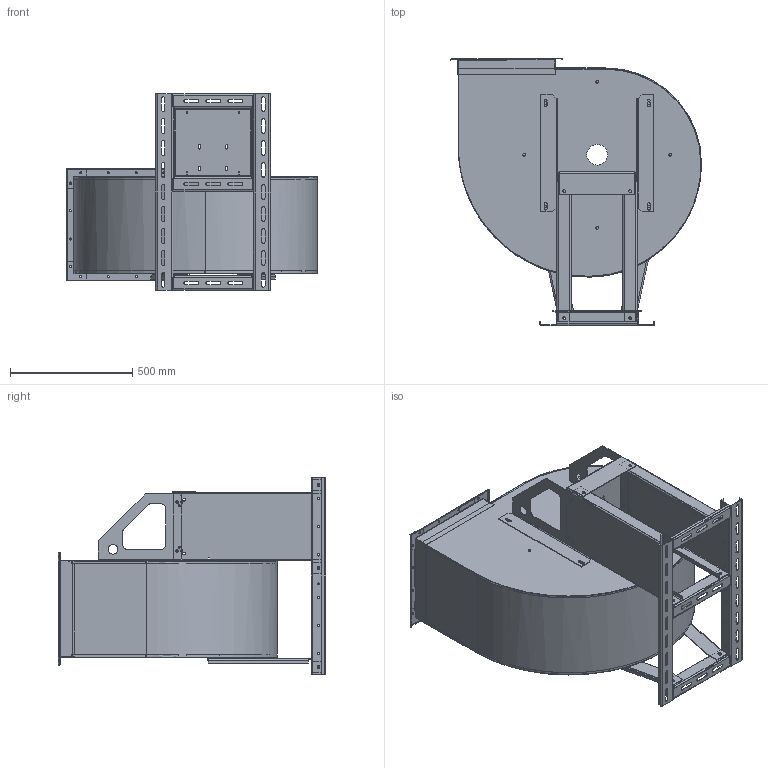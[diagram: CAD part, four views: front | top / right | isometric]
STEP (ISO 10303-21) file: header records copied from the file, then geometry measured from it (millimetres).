
FILE_DESCRIPTION(('STEP AP203'), '1');
FILE_NAME('ÂÐ 280-46-5.6', '', ('UNSPECIFIED'), ('UNSPECIFIED'), 'ASCON STEP Converter 1.3', 'ASCON Math Kernel', '');
FILE_SCHEMA(('CONFIG_CONTROL_DESIGN'));
Length unit declared in the file: millimetre
Products named in the file (1): 覆 80-70-5.6
Bounding box: 1027.82 x 1095.87 x 805 mm (x, y, z)
Volume: 11169618.7 mm3; surface area: 9547371.1 mm2
Topology: 3 solids, 3 shells, 2631 faces, 7578 edges, 4500 vertices
Faces by surface type: plane 1718, cylinder 909, torus 2, bspline 2
Full cylindrical faces by diameter (mm): 8.5 x61, 11.3 x44, 13 x6, 40 x2, 85 x1, 165 x1, 435.556 x1, 440 x1, 444 x1, 448 x1, 562.667 x2, 570 x1, 685.92 x1
Entity records: 107572 total; most frequent: DIRECTION 15633, ORIENTED_EDGE 14906, CARTESIAN_POINT 14842, EDGE_CURVE 7453, AXIS2_PLACEMENT_3D 5566, LINE 4501, VECTOR 4501, VERTEX_POINT 4500
